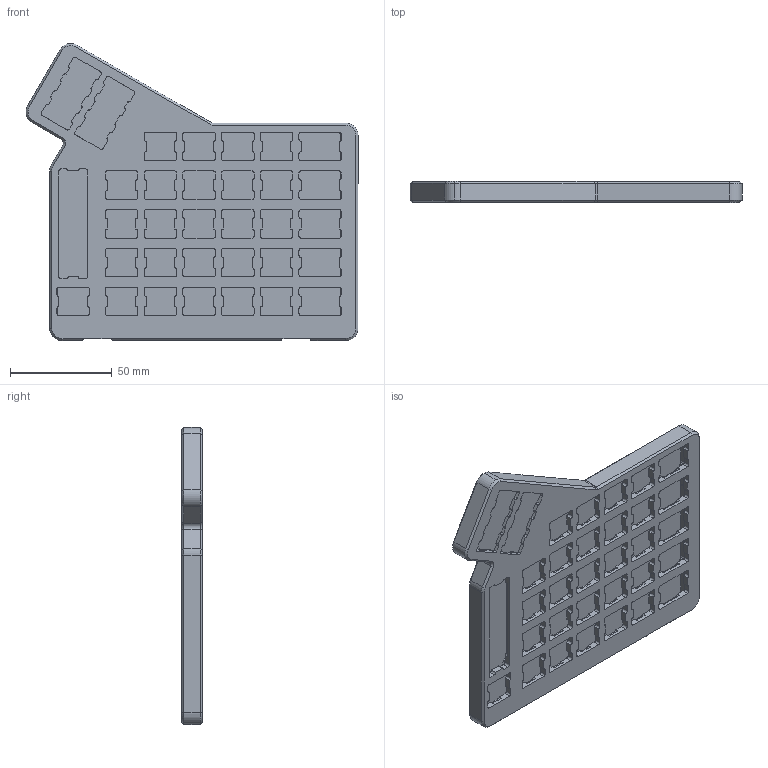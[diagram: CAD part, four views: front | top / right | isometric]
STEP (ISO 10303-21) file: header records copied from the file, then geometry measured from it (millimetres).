
FILE_DESCRIPTION (( 'STEP AP214' ), '1' );
FILE_NAME ('Sol-Assembly.STEP', '2018-09-29T04:41:26', ( '' ), ( '' ), 'SwSTEP 2.0', 'SolidWorks 2017', '' );
FILE_SCHEMA (( 'AUTOMOTIVE_DESIGN' ));
Length unit declared in the file: millimetre
Products named in the file (4): sol-PCB_Left; sol-case_plate-only; Sol-Assembly; LED-PCB
Assembly tree (3 placements, depth 2):
  Sol-Assembly
    sol-PCB_Left
    sol-case_plate-only
    LED-PCB
Bounding box: 163.28 x 10.2 x 146.13 mm (x, y, z)
Volume: 91576.8 mm3; surface area: 98610 mm2
Topology: 3 solids, 3 shells, 1126 faces, 3330 edges, 2206 vertices
Faces by surface type: plane 576, cylinder 533, cone 17
Entity records: 38142 total; most frequent: CARTESIAN_POINT 6692, DIRECTION 6664, ORIENTED_EDGE 6660, EDGE_CURVE 3330, LINE 2244, VECTOR 2244, AXIS2_PLACEMENT_3D 2210, VERTEX_POINT 2206
